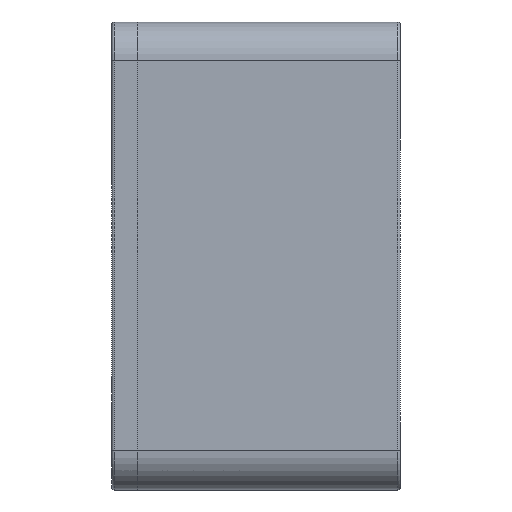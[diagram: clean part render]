
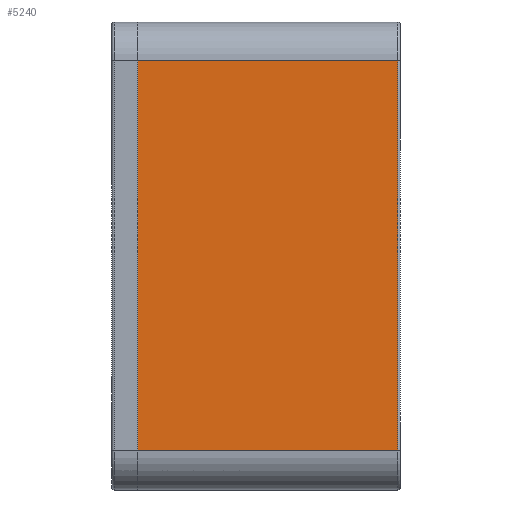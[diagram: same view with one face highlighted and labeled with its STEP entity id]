
A CAD part, left-side view. The second image highlights one B-rep face of the part: STEP entity #5240.
In plain terms, the highlighted planar face has unit normal (-1, 0, 0).
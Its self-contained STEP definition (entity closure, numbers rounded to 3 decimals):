
#359=PLANE('',#5810);
#583=FACE_OUTER_BOUND('',#929,.T.);
#929=EDGE_LOOP('',(#4386,#4387,#4388,#4389));
#1123=LINE('',#8075,#1502);
#1313=LINE('',#8814,#1692);
#1317=LINE('',#8828,#1696);
#1318=LINE('',#8830,#1697);
#1502=VECTOR('',#6264,10.);
#1692=VECTOR('',#7136,10.);
#1696=VECTOR('',#7160,10.);
#1697=VECTOR('',#7163,10.);
#2302=VERTEX_POINT('',#8065);
#2304=VERTEX_POINT('',#8071);
#2512=VERTEX_POINT('',#8811);
#2513=VERTEX_POINT('',#8813);
#2788=EDGE_CURVE('',#2302,#2304,#1123,.T.);
#3158=EDGE_CURVE('',#2512,#2513,#1313,.T.);
#3163=EDGE_CURVE('',#2304,#2512,#1317,.T.);
#3164=EDGE_CURVE('',#2302,#2513,#1318,.T.);
#4386=ORIENTED_EDGE('',*,*,#2788,.F.);
#4387=ORIENTED_EDGE('',*,*,#3164,.T.);
#4388=ORIENTED_EDGE('',*,*,#3158,.F.);
#4389=ORIENTED_EDGE('',*,*,#3163,.F.);
#5240=ADVANCED_FACE('',(#583),#359,.T.);
#5810=AXIS2_PLACEMENT_3D('',#8829,#7161,#7162);
#6264=DIRECTION('',(0.,0.,-1.));
#7136=DIRECTION('',(0.,0.,1.));
#7160=DIRECTION('',(0.,1.,0.));
#7161=DIRECTION('center_axis',(-1.,0.,0.));
#7162=DIRECTION('ref_axis',(0.,0.,-1.));
#7163=DIRECTION('',(0.,1.,0.));
#8065=CARTESIAN_POINT('',(0.,-1.8,-3.));
#8071=CARTESIAN_POINT('',(0.,-1.8,-33.));
#8075=CARTESIAN_POINT('',(0.,-1.8,-10.5));
#8811=CARTESIAN_POINT('',(0.,18.2,-33.));
#8813=CARTESIAN_POINT('',(0.,18.2,-3.));
#8814=CARTESIAN_POINT('',(0.,18.2,-33.));
#8828=CARTESIAN_POINT('',(0.,0.,-33.));
#8829=CARTESIAN_POINT('Origin',(0.,0.,-3.));
#8830=CARTESIAN_POINT('',(0.,0.,-3.));
